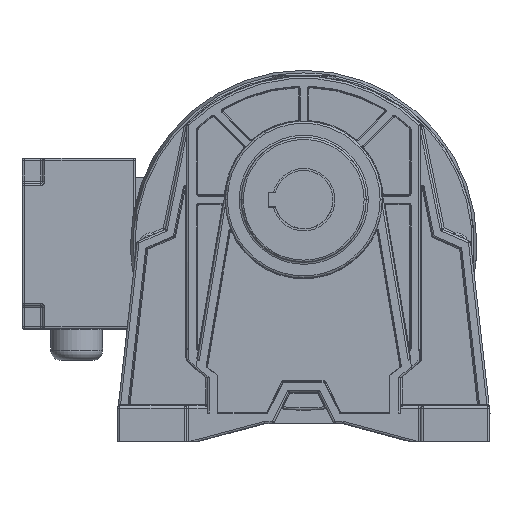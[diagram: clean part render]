
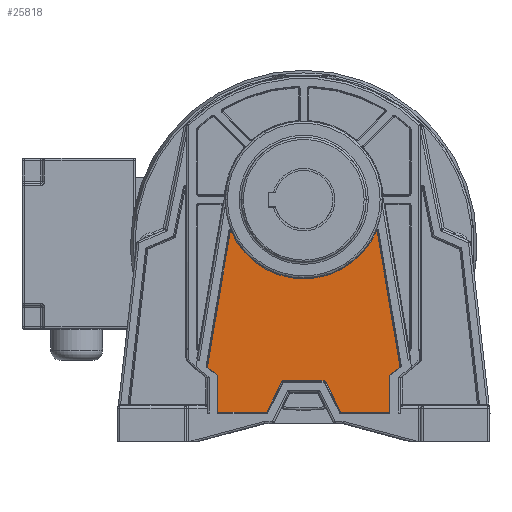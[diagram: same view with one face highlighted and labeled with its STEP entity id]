
A CAD part, top view. The second image highlights one B-rep face of the part: STEP entity #25818.
In plain terms, the highlighted planar face has unit normal (0, 0, 1).
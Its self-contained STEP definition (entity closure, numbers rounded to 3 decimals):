
#6671=DIRECTION('',(0.,1.,0.));
#6672=VECTOR('',#6671,17.84);
#6673=CARTESIAN_POINT('',(-41.28,-81.206,6.533));
#6674=LINE('',#6673,#6672);
#6675=CARTESIAN_POINT('',(0.,0.,6.533));
#6676=DIRECTION('',(0.,0.,-1.));
#6677=DIRECTION('',(-0.546,-0.838,0.));
#6678=AXIS2_PLACEMENT_3D('',#6675,#6676,#6677);
#6680=DIRECTION('',(0.166,0.986,0.));
#6681=VECTOR('',#6680,66.683);
#6682=CARTESIAN_POINT('',(-46.274,-59.816,6.533));
#6683=LINE('',#6682,#6681);
#6684=CARTESIAN_POINT('',(0.,20.904,6.533));
#6685=DIRECTION('',(0.,0.,1.));
#6686=DIRECTION('',(-0.92,-0.392,0.));
#6687=AXIS2_PLACEMENT_3D('',#6684,#6685,#6686);
#6689=DIRECTION('',(0.166,-0.986,0.));
#6690=VECTOR('',#6689,66.683);
#6691=CARTESIAN_POINT('',(35.227,5.946,6.533));
#6692=LINE('',#6691,#6690);
#6693=CARTESIAN_POINT('',(0.,0.,6.533));
#6694=DIRECTION('',(0.,0.,-1.));
#6695=DIRECTION('',(0.612,-0.791,0.));
#6696=AXIS2_PLACEMENT_3D('',#6693,#6694,#6695);
#6698=CARTESIAN_POINT('',(17.897,-81.206,6.533));
#6699=CARTESIAN_POINT('',(17.884,-81.205,6.533));
#6700=CARTESIAN_POINT('',(17.86,-81.201,6.533));
#6701=CARTESIAN_POINT('',(17.828,-81.18,6.533));
#6702=CARTESIAN_POINT('',(17.813,-81.162,6.533));
#6703=CARTESIAN_POINT('',(17.807,-81.151,6.533));
#6705=DIRECTION('',(-0.447,0.894,0.));
#6706=VECTOR('',#6705,16.236);
#6707=CARTESIAN_POINT('',(17.807,-81.151,6.533));
#6708=LINE('',#6707,#6706);
#6709=CARTESIAN_POINT('',(9.741,-67.031,6.533));
#6710=DIRECTION('',(0.,0.,1.));
#6711=DIRECTION('',(0.894,0.447,0.));
#6712=AXIS2_PLACEMENT_3D('',#6709,#6710,#6711);
#6714=CARTESIAN_POINT('',(-9.741,-67.031,6.533));
#6715=DIRECTION('',(0.,0.,1.));
#6716=DIRECTION('',(0.,1.,0.));
#6717=AXIS2_PLACEMENT_3D('',#6714,#6715,#6716);
#6719=DIRECTION('',(-0.447,-0.894,0.));
#6720=VECTOR('',#6719,16.236);
#6721=CARTESIAN_POINT('',(-10.546,-66.629,6.533));
#6722=LINE('',#6721,#6720);
#6723=CARTESIAN_POINT('',(-17.807,-81.151,6.533));
#6724=CARTESIAN_POINT('',(-17.813,-81.162,6.533));
#6725=CARTESIAN_POINT('',(-17.828,-81.181,6.533));
#6726=CARTESIAN_POINT('',(-17.861,-81.201,6.533));
#6727=CARTESIAN_POINT('',(-17.884,-81.206,6.533));
#6728=CARTESIAN_POINT('',(-17.897,-81.206,6.533));
#6748=DIRECTION('',(1.,0.,0.));
#6749=VECTOR('',#6748,23.383);
#6750=CARTESIAN_POINT('',(-41.28,-81.206,6.533));
#6751=LINE('',#6750,#6749);
#6790=DIRECTION('',(1.,0.,0.));
#6791=VECTOR('',#6790,19.482);
#6792=CARTESIAN_POINT('',(-9.741,-66.131,6.533));
#6793=LINE('',#6792,#6791);
#6836=DIRECTION('',(1.,0.,0.));
#6837=VECTOR('',#6836,23.383);
#6838=CARTESIAN_POINT('',(17.897,-81.206,6.533));
#6839=LINE('',#6838,#6837);
#6845=DIRECTION('',(0.,1.,0.));
#6846=VECTOR('',#6845,17.84);
#6847=CARTESIAN_POINT('',(41.28,-81.206,6.533));
#6848=LINE('',#6847,#6846);
#7031=CARTESIAN_POINT('',(-35.04,5.975,6.533));
#7032=CARTESIAN_POINT('',(-35.055,5.996,6.533));
#7033=CARTESIAN_POINT('',(-35.088,6.025,6.532));
#7034=CARTESIAN_POINT('',(-35.148,6.031,6.533));
#7035=CARTESIAN_POINT('',(-35.203,6.006,6.532));
#7036=CARTESIAN_POINT('',(-35.222,5.969,6.533));
#7037=CARTESIAN_POINT('',(-35.227,5.945,6.533));
#7072=CARTESIAN_POINT('',(35.227,5.946,6.533));
#7073=CARTESIAN_POINT('',(35.22,5.97,6.533));
#7074=CARTESIAN_POINT('',(35.198,6.009,6.532));
#7075=CARTESIAN_POINT('',(35.146,6.032,6.533));
#7076=CARTESIAN_POINT('',(35.08,6.026,6.532));
#7077=CARTESIAN_POINT('',(35.05,5.992,6.532));
#7078=CARTESIAN_POINT('',(35.037,5.968,6.532));
#16154=CARTESIAN_POINT('',(41.28,-63.366,6.533));
#16155=VERTEX_POINT('',#16154);
#16156=CARTESIAN_POINT('',(46.274,-59.816,6.533));
#16157=VERTEX_POINT('',#16156);
#16160=CARTESIAN_POINT('',(35.227,5.946,6.533));
#16161=VERTEX_POINT('',#16160);
#16162=CARTESIAN_POINT('',(-41.28,-81.206,6.533));
#16163=CARTESIAN_POINT('',(-41.28,-63.366,6.533));
#16164=VERTEX_POINT('',#16162);
#16165=VERTEX_POINT('',#16163);
#16166=CARTESIAN_POINT('',(-46.274,-59.816,6.533));
#16167=VERTEX_POINT('',#16166);
#16168=CARTESIAN_POINT('',(-35.227,5.945,
6.533));
#16169=VERTEX_POINT('',#16168);
#16170=VERTEX_POINT('',#7031);
#16171=CARTESIAN_POINT('',(35.037,5.968,6.533));
#16172=VERTEX_POINT('',#16171);
#16173=CARTESIAN_POINT('',(41.28,-81.206,6.533));
#16174=VERTEX_POINT('',#16173);
#16175=CARTESIAN_POINT('',(17.897,-81.206,6.533));
#16176=VERTEX_POINT('',#16175);
#16177=VERTEX_POINT('',#6703);
#16178=CARTESIAN_POINT('',(10.546,-66.629,6.533));
#16179=VERTEX_POINT('',#16178);
#16180=CARTESIAN_POINT('',(9.741,-66.131,6.533));
#16181=VERTEX_POINT('',#16180);
#16182=CARTESIAN_POINT('',(-9.741,-66.131,6.533));
#16183=VERTEX_POINT('',#16182);
#16184=CARTESIAN_POINT('',(-10.546,-66.629,6.533));
#16185=VERTEX_POINT('',#16184);
#16186=CARTESIAN_POINT('',(-17.807,-81.151,6.533));
#16187=VERTEX_POINT('',#16186);
#16188=VERTEX_POINT('',#6728);
#25777=CARTESIAN_POINT('',(0.,0.,6.533));
#25778=DIRECTION('',(0.,0.,1.));
#25779=DIRECTION('',(1.,0.,0.));
#25780=AXIS2_PLACEMENT_3D('',#25777,#25778,#25779);
#25781=PLANE('',#25780);
#25783=ORIENTED_EDGE('',*,*,#25782,.T.);
#25785=ORIENTED_EDGE('',*,*,#25784,.T.);
#25787=ORIENTED_EDGE('',*,*,#25786,.T.);
#25789=ORIENTED_EDGE('',*,*,#25788,.F.);
#25791=ORIENTED_EDGE('',*,*,#25790,.T.);
#25793=ORIENTED_EDGE('',*,*,#25792,.F.);
#25794=ORIENTED_EDGE('',*,*,#25769,.T.);
#25795=ORIENTED_EDGE('',*,*,#25742,.T.);
#25797=ORIENTED_EDGE('',*,*,#25796,.F.);
#25799=ORIENTED_EDGE('',*,*,#25798,.F.);
#25801=ORIENTED_EDGE('',*,*,#25800,.T.);
#25803=ORIENTED_EDGE('',*,*,#25802,.T.);
#25805=ORIENTED_EDGE('',*,*,#25804,.T.);
#25807=ORIENTED_EDGE('',*,*,#25806,.F.);
#25809=ORIENTED_EDGE('',*,*,#25808,.T.);
#25811=ORIENTED_EDGE('',*,*,#25810,.T.);
#25813=ORIENTED_EDGE('',*,*,#25812,.T.);
#25815=ORIENTED_EDGE('',*,*,#25814,.F.);
#25816=EDGE_LOOP('',(#25783,#25785,#25787,#25789,#25791,#25793,#25794,#25795,
#25797,#25799,#25801,#25803,#25805,#25807,#25809,#25811,#25813,#25815));
#25817=FACE_OUTER_BOUND('',#25816,.F.);
#6679=CIRCLE('',#6678,75.626);
#6688=CIRCLE('',#6687,38.088);
#6697=CIRCLE('',#6696,75.626);
#6704=B_SPLINE_CURVE_WITH_KNOTS('',3,(#6698,#6699,#6700,#6701,#6702,#6703),
.UNSPECIFIED.,.F.,.F.,(4,1,1,4),(0.,0.333,0.667,1.),
.UNSPECIFIED.);
#6713=CIRCLE('',#6712,0.9);
#6718=CIRCLE('',#6717,0.9);
#6729=B_SPLINE_CURVE_WITH_KNOTS('',3,(#6723,#6724,#6725,#6726,#6727,#6728),
.UNSPECIFIED.,.F.,.F.,(4,1,1,4),(0.,0.333,0.667,1.),
.UNSPECIFIED.);
#7038=B_SPLINE_CURVE_WITH_KNOTS('',3,(#7031,#7032,#7033,#7034,#7035,#7036,
#7037),.UNSPECIFIED.,.F.,.F.,(4,1,1,1,4),(0.,0.25,0.5,0.75,1.),
.UNSPECIFIED.);
#7079=B_SPLINE_CURVE_WITH_KNOTS('',3,(#7072,#7073,#7074,#7075,#7076,#7077,
#7078),.UNSPECIFIED.,.F.,.F.,(4,1,1,1,4),(0.,0.25,0.5,0.75,1.),
.UNSPECIFIED.);
#25742=EDGE_CURVE('',#16157,#16155,#6697,.T.);
#25769=EDGE_CURVE('',#16161,#16157,#6692,.T.);
#25782=EDGE_CURVE('',#16164,#16165,#6674,.T.);
#25784=EDGE_CURVE('',#16165,#16167,#6679,.T.);
#25786=EDGE_CURVE('',#16167,#16169,#6683,.T.);
#25788=EDGE_CURVE('',#16170,#16169,#7038,.T.);
#25790=EDGE_CURVE('',#16170,#16172,#6688,.T.);
#25792=EDGE_CURVE('',#16161,#16172,#7079,.T.);
#25796=EDGE_CURVE('',#16174,#16155,#6848,.T.);
#25798=EDGE_CURVE('',#16176,#16174,#6839,.T.);
#25800=EDGE_CURVE('',#16176,#16177,#6704,.T.);
#25802=EDGE_CURVE('',#16177,#16179,#6708,.T.);
#25804=EDGE_CURVE('',#16179,#16181,#6713,.T.);
#25806=EDGE_CURVE('',#16183,#16181,#6793,.T.);
#25808=EDGE_CURVE('',#16183,#16185,#6718,.T.);
#25810=EDGE_CURVE('',#16185,#16187,#6722,.T.);
#25812=EDGE_CURVE('',#16187,#16188,#6729,.T.);
#25814=EDGE_CURVE('',#16164,#16188,#6751,.T.);
#25818=ADVANCED_FACE('',(#25817),#25781,.T.);
